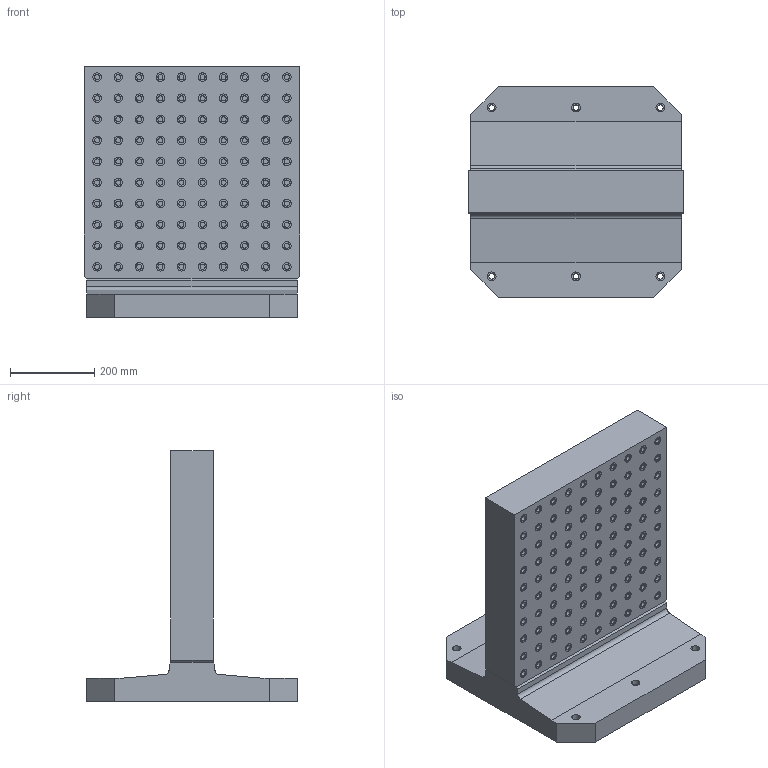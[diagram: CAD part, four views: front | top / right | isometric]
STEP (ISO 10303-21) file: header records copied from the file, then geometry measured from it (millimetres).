
FILE_DESCRIPTION(('STEP AP214'),'1');
FILE_NAME(' ',' ',('TraceParts'),('TraceParts S.A.'),'XStep 1.0',' ',' ');
FILE_SCHEMA(('automotive_design'));
Length unit declared in the file: millimetre
Products named in the file (1): 1
Bounding box: 510 x 500 x 595 mm (x, y, z)
Volume: 40567148.4 mm3; surface area: 1519329.4 mm2
Topology: 1 solids, 1 shells, 1265 faces, 2558 edges, 1704 vertices
Faces by surface type: cylinder 832, plane 433
Entity records: 65402 total; most frequent: DIRECTION 6754, STYLED_ITEM 5528, PRESENTATION_STYLE_ASSIGNMENT 5528, CARTESIAN_POINT 5528, COLOUR_RGB 5528, ORIENTED_EDGE 5116, AXIS2_PLACEMENT_3D 2930, EDGE_CURVE 2558
